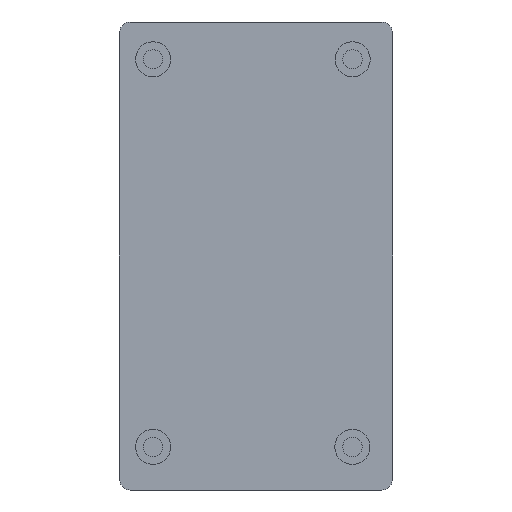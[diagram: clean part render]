
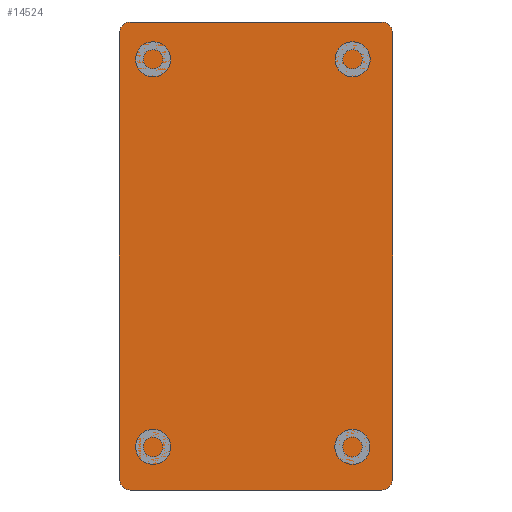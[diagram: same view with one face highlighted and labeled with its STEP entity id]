
A CAD part, front view. The second image highlights one B-rep face of the part: STEP entity #14524.
In plain terms, the highlighted planar face has unit normal (0, -1, 0).
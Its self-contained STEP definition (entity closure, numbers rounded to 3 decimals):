
#792=CIRCLE('',#15338,2.25);
#793=CIRCLE('',#15341,2.25);
#794=CIRCLE('',#15342,2.25);
#795=CIRCLE('',#15343,2.25);
#1178=FACE_OUTER_BOUND('',#1962,.T.);
#1962=EDGE_LOOP('',(#11048,#11049,#11050,#11051,#11052,#11053,#11054,#11055));
#3265=LINE('',#19948,#4904);
#3310=LINE('',#20058,#4949);
#3313=LINE('',#20066,#4952);
#3314=LINE('',#20070,#4953);
#4904=VECTOR('',#16930,10.);
#4949=VECTOR('',#17039,10.);
#4952=VECTOR('',#17046,10.);
#4953=VECTOR('',#17049,10.);
#6282=VERTEX_POINT('',#19942);
#6284=VERTEX_POINT('',#19946);
#6316=VERTEX_POINT('',#20053);
#6317=VERTEX_POINT('',#20057);
#6319=VERTEX_POINT('',#20063);
#6320=VERTEX_POINT('',#20065);
#6321=VERTEX_POINT('',#20067);
#6322=VERTEX_POINT('',#20069);
#7989=EDGE_CURVE('',#6284,#6282,#3265,.T.);
#8042=EDGE_CURVE('',#6282,#6316,#792,.T.);
#8044=EDGE_CURVE('',#6316,#6317,#3310,.T.);
#8047=EDGE_CURVE('',#6319,#6284,#793,.T.);
#8048=EDGE_CURVE('',#6320,#6319,#3313,.T.);
#8049=EDGE_CURVE('',#6321,#6320,#794,.T.);
#8050=EDGE_CURVE('',#6322,#6321,#3314,.T.);
#8051=EDGE_CURVE('',#6317,#6322,#795,.T.);
#11048=ORIENTED_EDGE('',*,*,#8042,.F.);
#11049=ORIENTED_EDGE('',*,*,#7989,.F.);
#11050=ORIENTED_EDGE('',*,*,#8047,.F.);
#11051=ORIENTED_EDGE('',*,*,#8048,.F.);
#11052=ORIENTED_EDGE('',*,*,#8049,.F.);
#11053=ORIENTED_EDGE('',*,*,#8050,.F.);
#11054=ORIENTED_EDGE('',*,*,#8051,.F.);
#11055=ORIENTED_EDGE('',*,*,#8044,.F.);
#14013=PLANE('',#15340);
#14524=ADVANCED_FACE('',(#1178),#14013,.F.);
#15338=AXIS2_PLACEMENT_3D('',#20054,#17034,#17035);
#15340=AXIS2_PLACEMENT_3D('',#20062,#17042,#17043);
#15341=AXIS2_PLACEMENT_3D('',#20064,#17044,#17045);
#15342=AXIS2_PLACEMENT_3D('',#20068,#17047,#17048);
#15343=AXIS2_PLACEMENT_3D('',#20071,#17050,#17051);
#16930=DIRECTION('',(-1.,0.,0.));
#17034=DIRECTION('center_axis',(0.,1.,0.));
#17035=DIRECTION('ref_axis',(-0.707,0.,-0.707));
#17039=DIRECTION('',(0.,0.,1.));
#17042=DIRECTION('center_axis',(0.,1.,0.));
#17043=DIRECTION('ref_axis',(1.,0.,0.));
#17044=DIRECTION('center_axis',(0.,1.,0.));
#17045=DIRECTION('ref_axis',(0.707,0.,-0.707));
#17046=DIRECTION('',(0.,0.,-1.));
#17047=DIRECTION('center_axis',(0.,1.,0.));
#17048=DIRECTION('ref_axis',(0.707,0.,0.707));
#17049=DIRECTION('',(1.,0.,0.));
#17050=DIRECTION('center_axis',(0.,1.,0.));
#17051=DIRECTION('ref_axis',(-0.707,0.,0.707));
#19942=CARTESIAN_POINT('',(2.25,0.,-96.));
#19946=CARTESIAN_POINT('',(53.75,0.,-96.));
#19948=CARTESIAN_POINT('',(56.,0.,-96.));
#20053=CARTESIAN_POINT('',(0.,0.,-93.75));
#20054=CARTESIAN_POINT('Origin',(2.25,0.,-93.75));
#20057=CARTESIAN_POINT('',(0.,0.,-2.25));
#20058=CARTESIAN_POINT('',(0.,0.,-96.));
#20062=CARTESIAN_POINT('Origin',(28.,0.,-48.));
#20063=CARTESIAN_POINT('',(56.,0.,-93.75));
#20064=CARTESIAN_POINT('Origin',(53.75,0.,-93.75));
#20065=CARTESIAN_POINT('',(56.,0.,-2.25));
#20066=CARTESIAN_POINT('',(56.,0.,0.));
#20067=CARTESIAN_POINT('',(53.75,0.,0.));
#20068=CARTESIAN_POINT('Origin',(53.75,0.,-2.25));
#20069=CARTESIAN_POINT('',(2.25,0.,0.));
#20070=CARTESIAN_POINT('',(0.,0.,0.));
#20071=CARTESIAN_POINT('Origin',(2.25,0.,-2.25));
